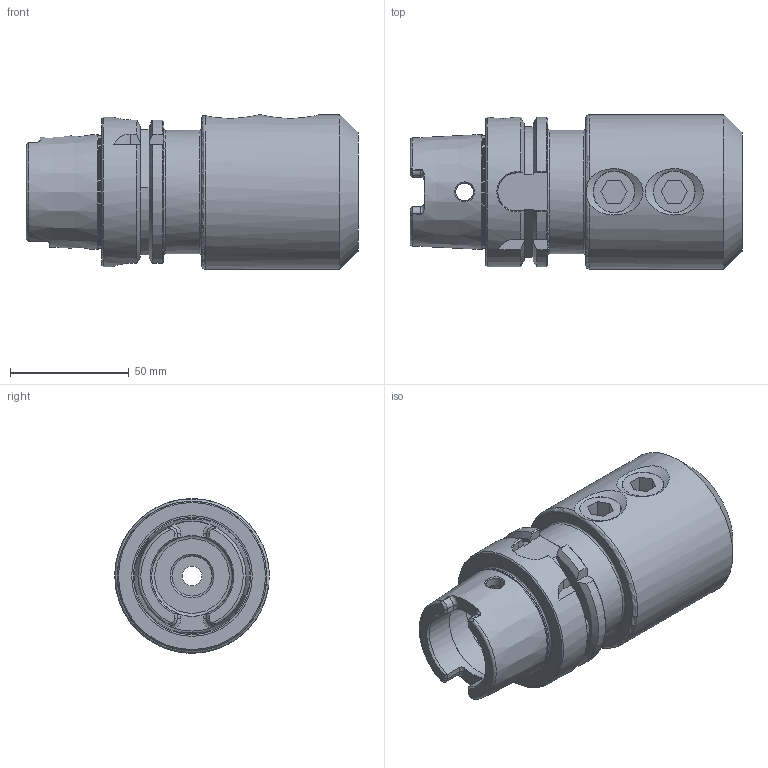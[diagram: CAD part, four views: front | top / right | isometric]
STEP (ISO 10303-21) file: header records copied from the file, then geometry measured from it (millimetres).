
FILE_DESCRIPTION((''),'2;1');
FILE_NAME('H63-10EM4.stp','2014-08-20T15:49:57',('kaykin'),(''),'Autodesk Inventor 2012','Autodesk Inventor 2012','');
FILE_SCHEMA(('AUTOMOTIVE_DESIGN { 1 0 10303 214 1 1 1 1 }'));
Length unit declared in the file: inch
Products named in the file (3): H63-10EM4; H63-10EM4-1; 029-922
Assembly tree (3 placements, depth 2):
  H63-10EM4
    H63-10EM4-1
    029-922  x2
Bounding box: 139.95 x 65.1 x 65.1 mm (x, y, z)
Volume: 282991.2 mm3; surface area: 51051.8 mm2
Topology: 3 solids, 3 shells, 173 faces, 441 edges, 279 vertices
Faces by surface type: plane 77, cylinder 41, cone 29, torus 15, bspline 11
Full cylindrical faces by diameter (mm): 7.5 x2, 8.4 x1, 10 x1, 16.916 x1, 17.323 x2, 19.016 x1, 19.05 x2, 25.4 x1, 26.416 x1, 34 x2, 40 x1, 48.041 x1, 52 x1, 63 x1, 65.1 x1
Entity records: 5715 total; most frequent: CARTESIAN_POINT 1970, ORIENTED_EDGE 724, DIRECTION 676, EDGE_CURVE 362, AXIS2_PLACEMENT_3D 269, VERTEX_POINT 249, EDGE_LOOP 215, FACE_OUTER_BOUND 161
